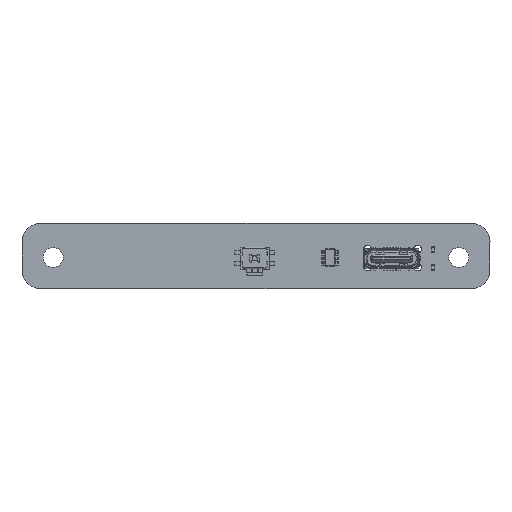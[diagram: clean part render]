
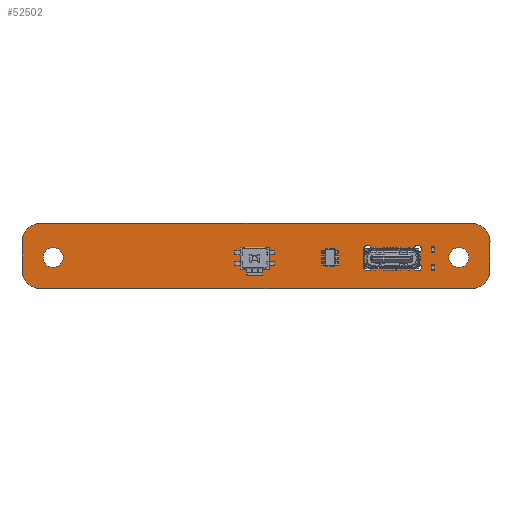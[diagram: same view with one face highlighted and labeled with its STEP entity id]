
A CAD part, top view. The second image highlights one B-rep face of the part: STEP entity #52502.
In plain terms, the highlighted planar face has unit normal (0, 0, 1).
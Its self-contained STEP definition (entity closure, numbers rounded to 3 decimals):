
#52243 = VERTEX_POINT('',#52244);
#52244 = CARTESIAN_POINT('',(181.989,-89.346,1.6));
#52250 = EDGE_CURVE('',#52243,#52251,#52253,.T.);
#52251 = VERTEX_POINT('',#52252);
#52252 = CARTESIAN_POINT('',(184.989,-92.346,1.6));
#52253 = CIRCLE('',#52254,3.);
#52254 = AXIS2_PLACEMENT_3D('',#52255,#52256,#52257);
#52255 = CARTESIAN_POINT('',(181.989,-92.346,1.6));
#52256 = DIRECTION('',(0.,0.,-1.));
#52257 = DIRECTION('',(0.,1.,0.));
#52285 = VERTEX_POINT('',#52286);
#52286 = CARTESIAN_POINT('',(113.,-89.35,1.6));
#52292 = EDGE_CURVE('',#52285,#52243,#52293,.T.);
#52293 = LINE('',#52294,#52295);
#52294 = CARTESIAN_POINT('',(113.,-89.35,1.6));
#52295 = VECTOR('',#52296,1.);
#52296 = DIRECTION('',(1.,0.,0.));
#52314 = EDGE_CURVE('',#52251,#52315,#52317,.T.);
#52315 = VERTEX_POINT('',#52316);
#52316 = CARTESIAN_POINT('',(184.985,-96.85,1.6));
#52317 = LINE('',#52318,#52319);
#52318 = CARTESIAN_POINT('',(184.989,-92.346,1.6));
#52319 = VECTOR('',#52320,1.);
#52320 = DIRECTION('',(-0.001,-1.,0.));
#52502 = ADVANCED_FACE('',(#52503,#52549,#52560,#52571,#52582,#52593,
    #52604,#52615,#52626,#52637,#52648),#52659,.T.);
#52503 = FACE_BOUND('',#52504,.T.);
#52504 = EDGE_LOOP('',(#52505,#52506,#52507,#52516,#52524,#52533,#52541,
    #52548));
#52505 = ORIENTED_EDGE('',*,*,#52250,.F.);
#52506 = ORIENTED_EDGE('',*,*,#52292,.F.);
#52507 = ORIENTED_EDGE('',*,*,#52508,.F.);
#52508 = EDGE_CURVE('',#52509,#52285,#52511,.T.);
#52509 = VERTEX_POINT('',#52510);
#52510 = CARTESIAN_POINT('',(110.,-92.35,1.6));
#52511 = CIRCLE('',#52512,3.);
#52512 = AXIS2_PLACEMENT_3D('',#52513,#52514,#52515);
#52513 = CARTESIAN_POINT('',(113.,-92.35,1.6));
#52514 = DIRECTION('',(0.,0.,-1.));
#52515 = DIRECTION('',(-1.,0.,-0.));
#52516 = ORIENTED_EDGE('',*,*,#52517,.F.);
#52517 = EDGE_CURVE('',#52518,#52509,#52520,.T.);
#52518 = VERTEX_POINT('',#52519);
#52519 = CARTESIAN_POINT('',(109.996,-96.854,1.6));
#52520 = LINE('',#52521,#52522);
#52521 = CARTESIAN_POINT('',(109.996,-96.854,1.6));
#52522 = VECTOR('',#52523,1.);
#52523 = DIRECTION('',(0.001,1.,0.));
#52524 = ORIENTED_EDGE('',*,*,#52525,.F.);
#52525 = EDGE_CURVE('',#52526,#52518,#52528,.T.);
#52526 = VERTEX_POINT('',#52527);
#52527 = CARTESIAN_POINT('',(112.996,-99.854,1.6));
#52528 = CIRCLE('',#52529,3.);
#52529 = AXIS2_PLACEMENT_3D('',#52530,#52531,#52532);
#52530 = CARTESIAN_POINT('',(112.996,-96.854,1.6));
#52531 = DIRECTION('',(0.,0.,-1.));
#52532 = DIRECTION('',(0.,-1.,0.));
#52533 = ORIENTED_EDGE('',*,*,#52534,.F.);
#52534 = EDGE_CURVE('',#52535,#52526,#52537,.T.);
#52535 = VERTEX_POINT('',#52536);
#52536 = CARTESIAN_POINT('',(181.985,-99.85,1.6));
#52537 = LINE('',#52538,#52539);
#52538 = CARTESIAN_POINT('',(181.985,-99.85,1.6));
#52539 = VECTOR('',#52540,1.);
#52540 = DIRECTION('',(-1.,0.,0.));
#52541 = ORIENTED_EDGE('',*,*,#52542,.F.);
#52542 = EDGE_CURVE('',#52315,#52535,#52543,.T.);
#52543 = CIRCLE('',#52544,3.);
#52544 = AXIS2_PLACEMENT_3D('',#52545,#52546,#52547);
#52545 = CARTESIAN_POINT('',(181.985,-96.85,1.6));
#52546 = DIRECTION('',(0.,0.,-1.));
#52547 = DIRECTION('',(1.,0.,0.));
#52548 = ORIENTED_EDGE('',*,*,#52314,.F.);
#52549 = FACE_BOUND('',#52550,.T.);
#52550 = EDGE_LOOP('',(#52551));
#52551 = ORIENTED_EDGE('',*,*,#52552,.T.);
#52552 = EDGE_CURVE('',#52553,#52553,#52555,.T.);
#52553 = VERTEX_POINT('',#52554);
#52554 = CARTESIAN_POINT('',(147.3,-96.7,1.6));
#52555 = CIRCLE('',#52556,0.375);
#52556 = AXIS2_PLACEMENT_3D('',#52557,#52558,#52559);
#52557 = CARTESIAN_POINT('',(147.3,-96.325,1.6));
#52558 = DIRECTION('',(-0.,0.,-1.));
#52559 = DIRECTION('',(-0.,-1.,0.));
#52560 = FACE_BOUND('',#52561,.T.);
#52561 = EDGE_LOOP('',(#52562));
#52562 = ORIENTED_EDGE('',*,*,#52563,.T.);
#52563 = EDGE_CURVE('',#52564,#52564,#52566,.T.);
#52564 = VERTEX_POINT('',#52565);
#52565 = CARTESIAN_POINT('',(165.375,-97.005,1.6));
#52566 = CIRCLE('',#52567,0.625);
#52567 = AXIS2_PLACEMENT_3D('',#52568,#52569,#52570);
#52568 = CARTESIAN_POINT('',(165.375,-96.38,1.6));
#52569 = DIRECTION('',(-0.,0.,-1.));
#52570 = DIRECTION('',(-0.,-1.,0.));
#52571 = FACE_BOUND('',#52572,.T.);
#52572 = EDGE_LOOP('',(#52573));
#52573 = ORIENTED_EDGE('',*,*,#52574,.T.);
#52574 = EDGE_CURVE('',#52575,#52575,#52577,.T.);
#52575 = VERTEX_POINT('',#52576);
#52576 = CARTESIAN_POINT('',(173.375,-97.005,1.6));
#52577 = CIRCLE('',#52578,0.625);
#52578 = AXIS2_PLACEMENT_3D('',#52579,#52580,#52581);
#52579 = CARTESIAN_POINT('',(173.375,-96.38,1.6));
#52580 = DIRECTION('',(-0.,0.,-1.));
#52581 = DIRECTION('',(-0.,-1.,0.));
#52582 = FACE_BOUND('',#52583,.T.);
#52583 = EDGE_LOOP('',(#52584));
#52584 = ORIENTED_EDGE('',*,*,#52585,.T.);
#52585 = EDGE_CURVE('',#52586,#52586,#52588,.T.);
#52586 = VERTEX_POINT('',#52587);
#52587 = CARTESIAN_POINT('',(173.375,-95.49,1.6));
#52588 = CIRCLE('',#52589,0.54);
#52589 = AXIS2_PLACEMENT_3D('',#52590,#52591,#52592);
#52590 = CARTESIAN_POINT('',(173.375,-94.95,1.6));
#52591 = DIRECTION('',(-0.,0.,-1.));
#52592 = DIRECTION('',(-0.,-1.,0.));
#52593 = FACE_BOUND('',#52594,.T.);
#52594 = EDGE_LOOP('',(#52595));
#52595 = ORIENTED_EDGE('',*,*,#52596,.T.);
#52596 = EDGE_CURVE('',#52597,#52597,#52599,.T.);
#52597 = VERTEX_POINT('',#52598);
#52598 = CARTESIAN_POINT('',(115.,-96.444,1.6));
#52599 = CIRCLE('',#52600,1.6);
#52600 = AXIS2_PLACEMENT_3D('',#52601,#52602,#52603);
#52601 = CARTESIAN_POINT('',(115.,-94.844,1.6));
#52602 = DIRECTION('',(-0.,0.,-1.));
#52603 = DIRECTION('',(-0.,-1.,0.));
#52604 = FACE_BOUND('',#52605,.T.);
#52605 = EDGE_LOOP('',(#52606));
#52606 = ORIENTED_EDGE('',*,*,#52607,.T.);
#52607 = EDGE_CURVE('',#52608,#52608,#52610,.T.);
#52608 = VERTEX_POINT('',#52609);
#52609 = CARTESIAN_POINT('',(147.3,-93.95,1.6));
#52610 = CIRCLE('',#52611,0.375);
#52611 = AXIS2_PLACEMENT_3D('',#52612,#52613,#52614);
#52612 = CARTESIAN_POINT('',(147.3,-93.575,1.6));
#52613 = DIRECTION('',(-0.,0.,-1.));
#52614 = DIRECTION('',(-0.,-1.,0.));
#52615 = FACE_BOUND('',#52616,.T.);
#52616 = EDGE_LOOP('',(#52617));
#52617 = ORIENTED_EDGE('',*,*,#52618,.T.);
#52618 = EDGE_CURVE('',#52619,#52619,#52621,.T.);
#52619 = VERTEX_POINT('',#52620);
#52620 = CARTESIAN_POINT('',(165.375,-95.28,1.6));
#52621 = CIRCLE('',#52622,0.33);
#52622 = AXIS2_PLACEMENT_3D('',#52623,#52624,#52625);
#52623 = CARTESIAN_POINT('',(165.375,-94.95,1.6));
#52624 = DIRECTION('',(-0.,0.,-1.));
#52625 = DIRECTION('',(-0.,-1.,0.));
#52626 = FACE_BOUND('',#52627,.T.);
#52627 = EDGE_LOOP('',(#52628));
#52628 = ORIENTED_EDGE('',*,*,#52629,.T.);
#52629 = EDGE_CURVE('',#52630,#52630,#52632,.T.);
#52630 = VERTEX_POINT('',#52631);
#52631 = CARTESIAN_POINT('',(179.985,-96.444,1.6));
#52632 = CIRCLE('',#52633,1.6);
#52633 = AXIS2_PLACEMENT_3D('',#52634,#52635,#52636);
#52634 = CARTESIAN_POINT('',(179.985,-94.844,1.6));
#52635 = DIRECTION('',(-0.,0.,-1.));
#52636 = DIRECTION('',(-0.,-1.,0.));
#52637 = FACE_BOUND('',#52638,.T.);
#52638 = EDGE_LOOP('',(#52639));
#52639 = ORIENTED_EDGE('',*,*,#52640,.T.);
#52640 = EDGE_CURVE('',#52641,#52641,#52643,.T.);
#52641 = VERTEX_POINT('',#52642);
#52642 = CARTESIAN_POINT('',(165.375,-94.145,1.6));
#52643 = CIRCLE('',#52644,0.625);
#52644 = AXIS2_PLACEMENT_3D('',#52645,#52646,#52647);
#52645 = CARTESIAN_POINT('',(165.375,-93.52,1.6));
#52646 = DIRECTION('',(-0.,0.,-1.));
#52647 = DIRECTION('',(-0.,-1.,0.));
#52648 = FACE_BOUND('',#52649,.T.);
#52649 = EDGE_LOOP('',(#52650));
#52650 = ORIENTED_EDGE('',*,*,#52651,.T.);
#52651 = EDGE_CURVE('',#52652,#52652,#52654,.T.);
#52652 = VERTEX_POINT('',#52653);
#52653 = CARTESIAN_POINT('',(173.375,-94.145,1.6));
#52654 = CIRCLE('',#52655,0.625);
#52655 = AXIS2_PLACEMENT_3D('',#52656,#52657,#52658);
#52656 = CARTESIAN_POINT('',(173.375,-93.52,1.6));
#52657 = DIRECTION('',(-0.,0.,-1.));
#52658 = DIRECTION('',(-0.,-1.,0.));
#52659 = PLANE('',#52660);
#52660 = AXIS2_PLACEMENT_3D('',#52661,#52662,#52663);
#52661 = CARTESIAN_POINT('',(0.,0.,1.6));
#52662 = DIRECTION('',(0.,0.,1.));
#52663 = DIRECTION('',(1.,0.,-0.));
